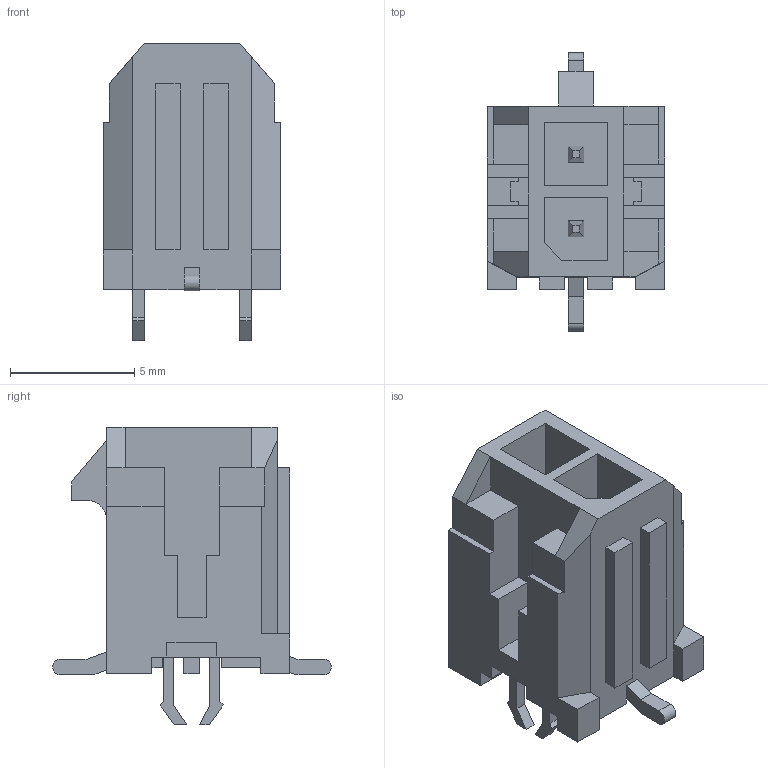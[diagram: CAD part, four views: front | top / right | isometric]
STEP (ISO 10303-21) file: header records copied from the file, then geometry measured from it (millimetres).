
FILE_DESCRIPTION((''),'2;1');
FILE_NAME('430450215','2020-04-17T',('gga'),(''),'PRO/ENGINEER BY PARAMETRIC TECHNOLOGY CORPORATION, 2016010','PRO/ENGINEER BY PARAMETRIC TECHNOLOGY CORPORATION, 2016010','');
FILE_SCHEMA(('CONFIG_CONTROL_DESIGN'));
Length unit declared in the file: millimetre
Products named in the file (1): 430450215
Bounding box: 7.15 x 11.2 x 11.96 mm (x, y, z)
Volume: 320.6 mm3; surface area: 626.1 mm2
Topology: 1 solids, 1 shells, 197 faces, 535 edges, 353 vertices
Faces by surface type: plane 194, cylinder 3
Entity records: 6050 total; most frequent: CARTESIAN_POINT 1063, ORIENTED_EDGE 1028, DIRECTION 941, VECTOR 525, LINE 525, EDGE_CURVE 514, VERTEX_POINT 330, AXIS2_PLACEMENT_3D 208
